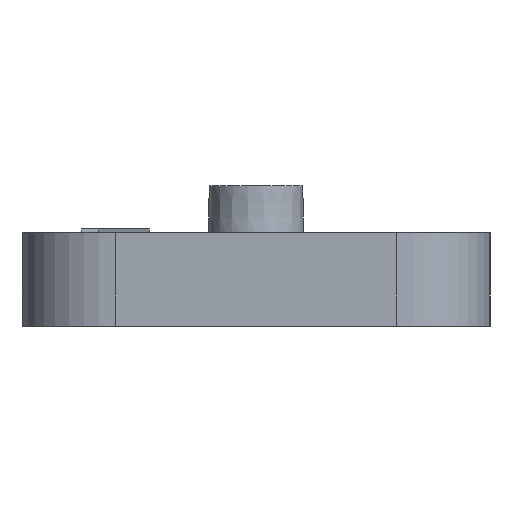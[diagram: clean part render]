
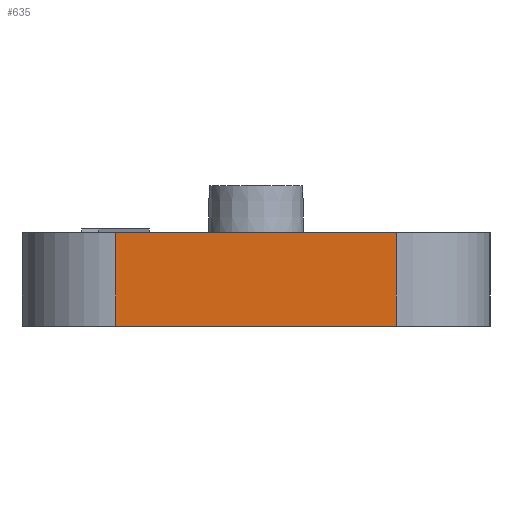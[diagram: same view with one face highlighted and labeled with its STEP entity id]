
A CAD part, left-side view. The second image highlights one B-rep face of the part: STEP entity #635.
In plain terms, the highlighted planar face has unit normal (-1, 0, 0).
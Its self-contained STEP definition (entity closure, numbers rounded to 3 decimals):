
#635 = ADVANCED_FACE( '', ( #1850 ), #1851, .T. );
#1850 = FACE_OUTER_BOUND( '', #3070, .T. );
#1851 = PLANE( '', #3071 );
#3070 = EDGE_LOOP( '', ( #7602, #7603, #7604, #7605 ) );
#3071 = AXIS2_PLACEMENT_3D( '', #7606, #7607, #7608 );
#7602 = ORIENTED_EDGE( '', *, *, #8113, .F. );
#7603 = ORIENTED_EDGE( '', *, *, #8884, .F. );
#7604 = ORIENTED_EDGE( '', *, *, #7660, .T. );
#7605 = ORIENTED_EDGE( '', *, *, #9071, .T. );
#7606 = CARTESIAN_POINT( '', ( -53., -7.5, 112.914 ) );
#7607 = DIRECTION( '', ( -1., 0., 0. ) );
#7608 = DIRECTION( '', ( 0., 1., 0. ) );
#7660 = EDGE_CURVE( '', #9109, #9107, #9110, .T. );
#8113 = EDGE_CURVE( '', #10006, #10008, #10009, .T. );
#8884 = EDGE_CURVE( '', #9109, #10006, #11271, .T. );
#9071 = EDGE_CURVE( '', #9107, #10008, #11459, .T. );
#9107 = VERTEX_POINT( '', #11508 );
#9109 = VERTEX_POINT( '', #11510 );
#9110 = LINE( '', #11511, #11512 );
#10006 = VERTEX_POINT( '', #12852 );
#10008 = VERTEX_POINT( '', #12854 );
#10009 = LINE( '', #12855, #12856 );
#11271 = LINE( '', #14884, #14885 );
#11459 = LINE( '', #15258, #15259 );
#11508 = CARTESIAN_POINT( '', ( -53., 7.5, 5. ) );
#11510 = CARTESIAN_POINT( '', ( -53., -7.5, 5. ) );
#11511 = CARTESIAN_POINT( '', ( -53., 0., 5. ) );
#11512 = VECTOR( '', #15290, 1000. );
#12852 = CARTESIAN_POINT( '', ( -53., -7.5, 0. ) );
#12854 = CARTESIAN_POINT( '', ( -53., 7.5, 0. ) );
#12855 = CARTESIAN_POINT( '', ( -53., 0., 0. ) );
#12856 = VECTOR( '', #15759, 1000. );
#14884 = CARTESIAN_POINT( '', ( -53., -7.5, 112.914 ) );
#14885 = VECTOR( '', #16538, 1000. );
#15258 = CARTESIAN_POINT( '', ( -53., 7.5, 112.914 ) );
#15259 = VECTOR( '', #16727, 1000. );
#15290 = DIRECTION( '', ( 0., 1., 0. ) );
#15759 = DIRECTION( '', ( 0., 1., 0. ) );
#16538 = DIRECTION( '', ( 0., 0., -1. ) );
#16727 = DIRECTION( '', ( 0., 0., -1. ) );
